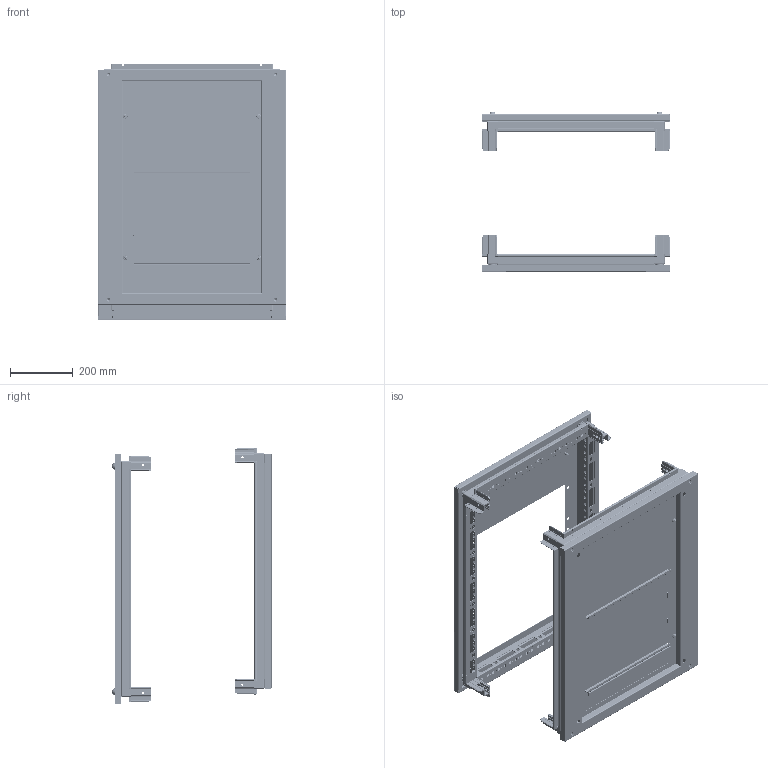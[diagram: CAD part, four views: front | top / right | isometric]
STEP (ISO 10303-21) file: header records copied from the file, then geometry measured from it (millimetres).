
FILE_DESCRIPTION (( 'STEP AP203' ), '1' );
FILE_NAME ('R1KTB68FIT.STEP', '2014-03-31T14:03:05', ( 'Utente0011' ), ( 'Hewlett-Packard Company' ), 'SwSTEP 2.0', 'SolidWorks 2013', '' );
FILE_SCHEMA (( 'CONFIG_CONTROL_DESIGN' ));
Length unit declared in the file: millimetre
Products named in the file (23): QB04T005; A0500003; QB04C012; AC00C469D; CTE.68FIT_CTE.68FIT; QB04C009; QB01C031; R1KTB68FIT; Ac00c561; AC00C469S; CBA68; A3300002; QB01C040; QB03C139_QB03C139; QB01T047; QB04C021; A5100043; AC00C192; qb04c014; AC00C061_AC00C061; A0200018; guarnizione tetti_600x800; QB03T139_QB03T139
Assembly tree (51 placements, depth 4):
  R1KTB68FIT
    CBA68
      QB04T005
        QB04C021  x2
        qb04c014  x2
        guarnizione tetti_600x800
      QB01T047
        AC00C469D  x2
        QB01C031  x2
        AC00C469S  x2
        QB01C040  x2
      AC00C192  x2
      A0200018  x4
      A3300002  x4
      QB04C012  x2
      QB04C009
      Ac00c561  x10
    CTE.68FIT_CTE.68FIT
      QB01T047
        AC00C469D  x2
        QB01C031  x2
        AC00C469S  x2
        QB01C040  x2
      QB03T139_QB03T139
        QB03C139_QB03C139
        A5100043  x2
        AC00C061_AC00C061  x2
      A0500003  x4
Bounding box: 600.5 x 506.6 x 818 mm (x, y, z)
Volume: 3730370.9 mm3; surface area: 4235985 mm2
Topology: 57 solids, 57 shells, 6981 faces, 19798 edges, 12802 vertices
Faces by surface type: plane 4263, cylinder 2258, cone 208, torus 156, sphere 80, bspline 16
Entity records: 71285 total; most frequent: CARTESIAN_POINT 13100, ORIENTED_EDGE 11478, DIRECTION 11274, EDGE_CURVE 5739, LINE 4192, VECTOR 4192, VERTEX_POINT 3709, AXIS2_PLACEMENT_3D 3541
